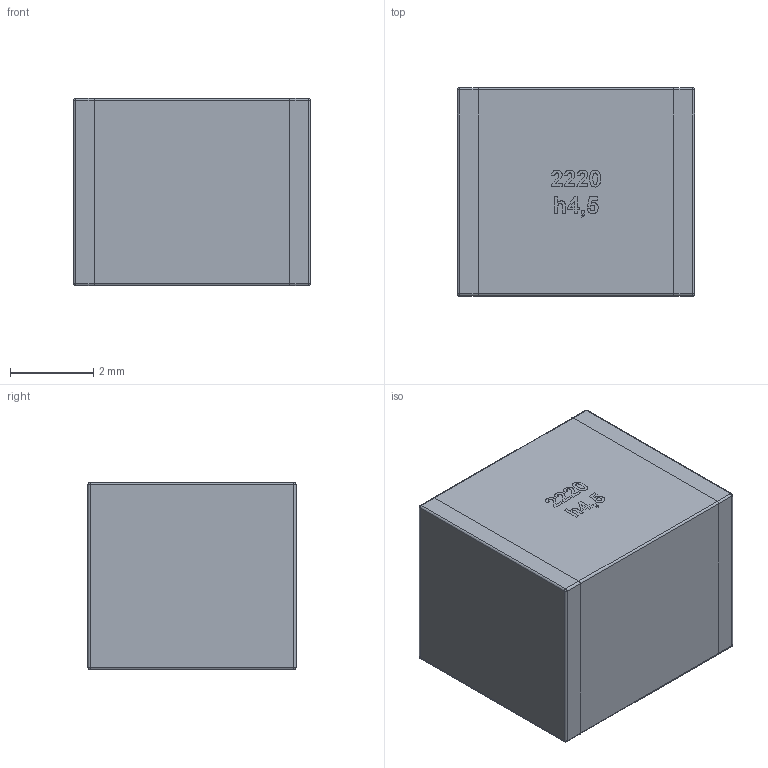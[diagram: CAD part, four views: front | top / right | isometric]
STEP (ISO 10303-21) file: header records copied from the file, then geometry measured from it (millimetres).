
FILE_DESCRIPTION (( 'STEP AP214' ), '1' );
FILE_NAME ('c_2220-h4.5.STEP', '2024-11-27T13:09:54', ( '' ), ( '' ), 'SwSTEP 2.0', 'SolidWorks 2021', '' );
FILE_SCHEMA (( 'AUTOMOTIVE_DESIGN' ));
Length unit declared in the file: millimetre
Products named in the file (1): c_2220-h4.5
Bounding box: 5.7 x 5 x 4.5 mm (x, y, z)
Volume: 128.2 mm3; surface area: 242 mm2
Topology: 3 solids, 3 shells, 56 faces, 205 edges, 157 vertices
Faces by surface type: plane 28, cylinder 20, sphere 8
Entity records: 3267 total; most frequent: CARTESIAN_POINT 1167, ORIENTED_EDGE 394, DIRECTION 296, EDGE_CURVE 197, VERTEX_POINT 157, LINE 102, VECTOR 102, AXIS2_PLACEMENT_3D 97
